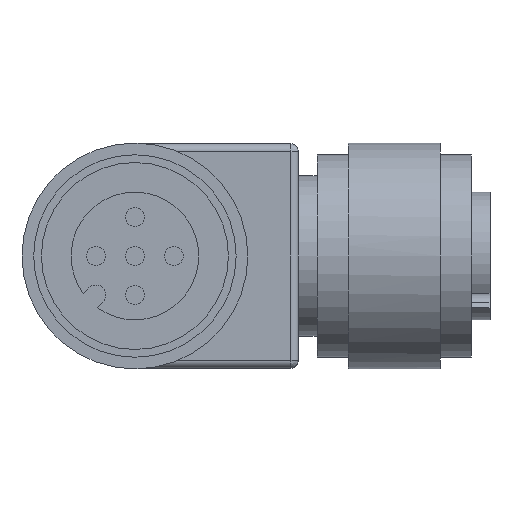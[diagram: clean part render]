
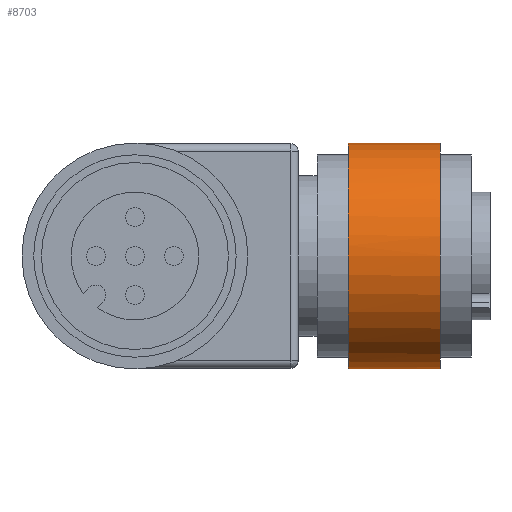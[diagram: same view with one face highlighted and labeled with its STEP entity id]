
A CAD part, left-side view. The second image highlights one B-rep face of the part: STEP entity #8703.
In plain terms, the highlighted cylindrical face has radius 7.25 mm (diameter 14.5 mm), a partial arc.
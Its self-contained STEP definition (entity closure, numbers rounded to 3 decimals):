
#101 = EDGE_CURVE ( 'NONE', #5220, #9057, #10407, .T. ) ;
#229 = EDGE_CURVE ( 'NONE', #7287, #9057, #10214, .T. ) ;
#568 = EDGE_CURVE ( 'NONE', #5220, #7678, #1454, .T. ) ;
#728 = EDGE_CURVE ( 'NONE', #7678, #3641, #843, .T. ) ;
#843 = LINE ( 'NONE', #12009, #2565 ) ;
#1454 = CIRCLE ( 'NONE', #3702, 7.25 ) ;
#1564 = CARTESIAN_POINT ( 'NONE',  ( 11.3, -3.212, -14.45 ) ) ;
#2565 = VECTOR ( 'NONE', #12043, 1000. ) ;
#2692 = VECTOR ( 'NONE', #3358, 1000. ) ;
#3079 = CARTESIAN_POINT ( 'NONE',  ( 11.3, -11.1, -7.2 ) ) ;
#3096 = DIRECTION ( 'NONE',  ( 0., 1., 0. ) ) ;
#3130 = DIRECTION ( 'NONE',  ( 0., 0., 1. ) ) ;
#3358 = DIRECTION ( 'NONE',  ( 0., 1., 0. ) ) ;
#3415 = CARTESIAN_POINT ( 'NONE',  ( 11.3, -11.1, -14.45 ) ) ;
#3641 = VERTEX_POINT ( 'NONE', #6342 ) ;
#3662 = CARTESIAN_POINT ( 'NONE',  ( 11.3, -3.212, -14.45 ) ) ;
#3702 = AXIS2_PLACEMENT_3D ( 'NONE', #8050, #11229, #11212 ) ;
#3767 = CARTESIAN_POINT ( 'NONE',  ( 10.342, -3.211, -14.402 ) ) ;
#3920 = CARTESIAN_POINT ( 'NONE',  ( 9.414, -3.209, -14.216 ) ) ;
#3924 = CARTESIAN_POINT ( 'NONE',  ( 8.962, -3.208, -14.079 ) ) ;
#4051 = CARTESIAN_POINT ( 'NONE',  ( 8.304, -3.207, -13.806 ) ) ;
#4614 = CARTESIAN_POINT ( 'NONE',  ( 10.821, -3.212, -14.45 ) ) ;
#4737 = CARTESIAN_POINT ( 'NONE',  ( 8.087, -3.207, -13.703 ) ) ;
#4828 = CARTESIAN_POINT ( 'NONE',  ( 7.668, -3.206, -13.479 ) ) ;
#5220 = VERTEX_POINT ( 'NONE', #9183 ) ;
#5377 = CARTESIAN_POINT ( 'NONE',  ( 6.876, -3.205, -12.963 ) ) ;
#5406 = CARTESIAN_POINT ( 'NONE',  ( 7.465, -3.206, -13.357 ) ) ;
#5421 = CARTESIAN_POINT ( 'NONE',  ( 6.51, -3.204, -12.663 ) ) ;
#5476 = CARTESIAN_POINT ( 'NONE',  ( 4.05, -3.2, -7.2 ) ) ;
#5480 = CARTESIAN_POINT ( 'NONE',  ( 5.833, -3.203, -11.986 ) ) ;
#5481 = CARTESIAN_POINT ( 'NONE',  ( 4.05, -3.2, -6.727 ) ) ;
#5491 = CARTESIAN_POINT ( 'NONE',  ( 4.096, -3.2, -6.256 ) ) ;
#5500 = CARTESIAN_POINT ( 'NONE',  ( 4.235, -3.2, -5.554 ) ) ;
#5515 = CARTESIAN_POINT ( 'NONE',  ( 4.294, -3.2, -5.322 ) ) ;
#5516 = CARTESIAN_POINT ( 'NONE',  ( 4.431, -3.201, -4.868 ) ) ;
#5529 = CARTESIAN_POINT ( 'NONE',  ( 4.591, -3.201, -4.422 ) ) ;
#5544 = CARTESIAN_POINT ( 'NONE',  ( 4.793, -3.201, -3.995 ) ) ;
#5558 = CARTESIAN_POINT ( 'NONE',  ( 5.016, -3.202, -3.576 ) ) ;
#5570 = CARTESIAN_POINT ( 'NONE',  ( 5.14, -3.202, -3.37 ) ) ;
#5583 = CARTESIAN_POINT ( 'NONE',  ( 5.537, -3.203, -2.775 ) ) ;
#5587 = CARTESIAN_POINT ( 'NONE',  ( 5.837, -3.203, -2.41 ) ) ;
#5597 = CARTESIAN_POINT ( 'NONE',  ( 6.506, -3.204, -1.741 ) ) ;
#5601 = CARTESIAN_POINT ( 'NONE',  ( 6.879, -3.205, -1.434 ) ) ;
#5617 = CARTESIAN_POINT ( 'NONE',  ( 7.668, -3.206, -0.908 ) ) ;
#5630 = CARTESIAN_POINT ( 'NONE',  ( 8.084, -3.207, -0.685 ) ) ;
#5634 = CARTESIAN_POINT ( 'NONE',  ( 8.743, -3.208, -0.412 ) ) ;
#5646 = CARTESIAN_POINT ( 'NONE',  ( 8.969, -3.208, -0.331 ) ) ;
#5650 = CARTESIAN_POINT ( 'NONE',  ( 9.425, -3.209, -0.193 ) ) ;
#5662 = CARTESIAN_POINT ( 'NONE',  ( 9.655, -3.21, -0.135 ) ) ;
#5674 = CARTESIAN_POINT ( 'NONE',  ( 10.35, -3.211, 0.003 ) ) ;
#5689 = CARTESIAN_POINT ( 'NONE',  ( 11.3, -3.212, 0.05 ) ) ;
#5696 = EDGE_CURVE ( 'NONE', #3641, #7287, #8097, .T. ) ;
#5702 = CARTESIAN_POINT ( 'NONE',  ( 10.821, -3.212, 0.05 ) ) ;
#6342 = CARTESIAN_POINT ( 'NONE',  ( 11.3, -3.212, 0.05 ) ) ;
#6605 = CARTESIAN_POINT ( 'NONE',  ( 4.282, -3.2, -9.082 ) ) ;
#6694 = CARTESIAN_POINT ( 'NONE',  ( 4.419, -3.201, -9.533 ) ) ;
#6775 = CARTESIAN_POINT ( 'NONE',  ( 4.692, -3.201, -10.191 ) ) ;
#6964 = CARTESIAN_POINT ( 'NONE',  ( 5.534, -3.203, -11.62 ) ) ;
#7004 = CARTESIAN_POINT ( 'NONE',  ( 5.019, -3.202, -10.828 ) ) ;
#7006 = CARTESIAN_POINT ( 'NONE',  ( 5.141, -3.202, -11.031 ) ) ;
#7031 = CARTESIAN_POINT ( 'NONE',  ( 4.097, -3.2, -8.153 ) ) ;
#7287 = VERTEX_POINT ( 'NONE', #10671 ) ;
#7390 = CARTESIAN_POINT ( 'NONE',  ( 4.794, -3.201, -10.409 ) ) ;
#7678 = VERTEX_POINT ( 'NONE', #8583 ) ;
#8050 = CARTESIAN_POINT ( 'NONE',  ( 11.3, -9.1, -7.2 ) ) ;
#8097 = B_SPLINE_CURVE_WITH_KNOTS ( 'NONE', 3,
 ( #5689, #5702, #5674, #5662, #5650, #5646, #5634, #5630, #5617, #5601, #5597, #5587, #5583, #5570, #5558, #5544, #5529, #5516, #5515, #5500, #5491, #5481, #5476 ),
 .UNSPECIFIED., .F., .F.,
 ( 4, 2, 2, 2, 2, 2, 2, 2, 1, 2, 2, 4 ),
 ( 0., 0.001, 0.002, 0.003, 0.004, 0.006, 0.007, 0.008, 0.009, 0.009, 0.01, 0.011 ),
 .UNSPECIFIED. ) ;
#8422 = ORIENTED_EDGE ( 'NONE', *, *, #101, .F. ) ;
#8561 = ORIENTED_EDGE ( 'NONE', *, *, #568, .T. ) ;
#8583 = CARTESIAN_POINT ( 'NONE',  ( 11.3, -9.1, 0.05 ) ) ;
#8703 = ADVANCED_FACE ( 'NONE', ( #11840 ), #11811, .T. ) ;
#9057 = VERTEX_POINT ( 'NONE', #1564 ) ;
#9183 = CARTESIAN_POINT ( 'NONE',  ( 11.3, -9.1, -14.45 ) ) ;
#9554 = CARTESIAN_POINT ( 'NONE',  ( 4.05, -3.2, -7.673 ) ) ;
#9603 = CARTESIAN_POINT ( 'NONE',  ( 4.05, -3.2, -7.2 ) ) ;
#10113 = ORIENTED_EDGE ( 'NONE', *, *, #728, .T. ) ;
#10214 = B_SPLINE_CURVE_WITH_KNOTS ( 'NONE', 3,
 ( #9603, #9554, #7031, #6605, #6694, #6775, #7390, #7004, #7006, #6964, #5480, #5421, #5377, #5406, #4828, #4737, #4051, #3924, #3920, #3767, #4614, #3662 ),
 .UNSPECIFIED., .F., .F.,
 ( 4, 2, 2, 2, 2, 2, 2, 2, 2, 2, 4 ),
 ( 0.011, 0.013, 0.014, 0.015, 0.016, 0.017, 0.018, 0.019, 0.02, 0.021, 0.023 ),
 .UNSPECIFIED. ) ;
#10407 = LINE ( 'NONE', #3415, #2692 ) ;
#10671 = CARTESIAN_POINT ( 'NONE',  ( 4.05, -3.2, -7.2 ) ) ;
#10676 = ORIENTED_EDGE ( 'NONE', *, *, #5696, .T. ) ;
#11212 = DIRECTION ( 'NONE',  ( 0., 0., 1. ) ) ;
#11229 = DIRECTION ( 'NONE',  ( 0., 1., 0. ) ) ;
#11406 = AXIS2_PLACEMENT_3D ( 'NONE', #3079, #3096, #3130 ) ;
#11811 = CYLINDRICAL_SURFACE ( 'NONE', #11406, 7.25 ) ;
#11840 = FACE_OUTER_BOUND ( 'NONE', #11878, .T. ) ;
#11878 = EDGE_LOOP ( 'NONE', ( #8422, #8561, #10113, #10676, #12781 ) ) ;
#12009 = CARTESIAN_POINT ( 'NONE',  ( 11.3, -11.1, 0.05 ) ) ;
#12043 = DIRECTION ( 'NONE',  ( 0., 1., 0. ) ) ;
#12781 = ORIENTED_EDGE ( 'NONE', *, *, #229, .T. ) ;
